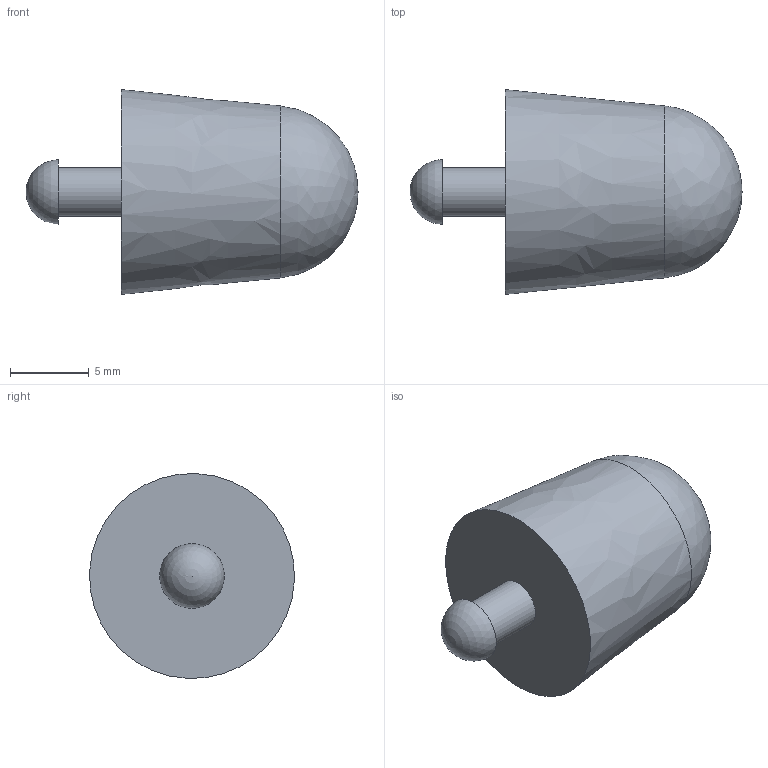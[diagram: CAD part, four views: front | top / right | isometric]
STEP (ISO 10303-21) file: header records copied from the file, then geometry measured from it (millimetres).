
FILE_DESCRIPTION(/* description */ (''),/* implementation_level */ '2;1');
FILE_NAME(/* name */ 'ant foot_Component v5.step',/* time_stamp */ '2025-07-11T19:15:48+09:00',/* author */ (''),/* organization */ (''),/* preprocessor_version */ 'ST-DEVELOPER v20',/* originating_system */ 'Autodesk Translation Framework v13.14.0.145',/* authorisation */ '');
FILE_SCHEMA (('AUTOMOTIVE_DESIGN { 1 0 10303 214 3 1 1 }'));
Length unit declared in the file: millimetre
Products named in the file (1): ant foot_Component
Bounding box: 21.05 x 12.99 x 12.99 mm (x, y, z)
Volume: 1474.7 mm3; surface area: 746.8 mm2
Topology: 1 solids, 1 shells, 7 faces, 12 edges, 8 vertices
Faces by surface type: plane 3, bspline 2, sphere 1, cylinder 1
Full cylindrical faces by diameter (mm): 3.1 x1
Entity records: 381 total; most frequent: CARTESIAN_POINT 213, DIRECTION 26, ORIENTED_EDGE 22, AXIS2_PLACEMENT_3D 12, EDGE_CURVE 11, EDGE_LOOP 9, VERTEX_POINT 8, FACE_OUTER_BOUND 7
